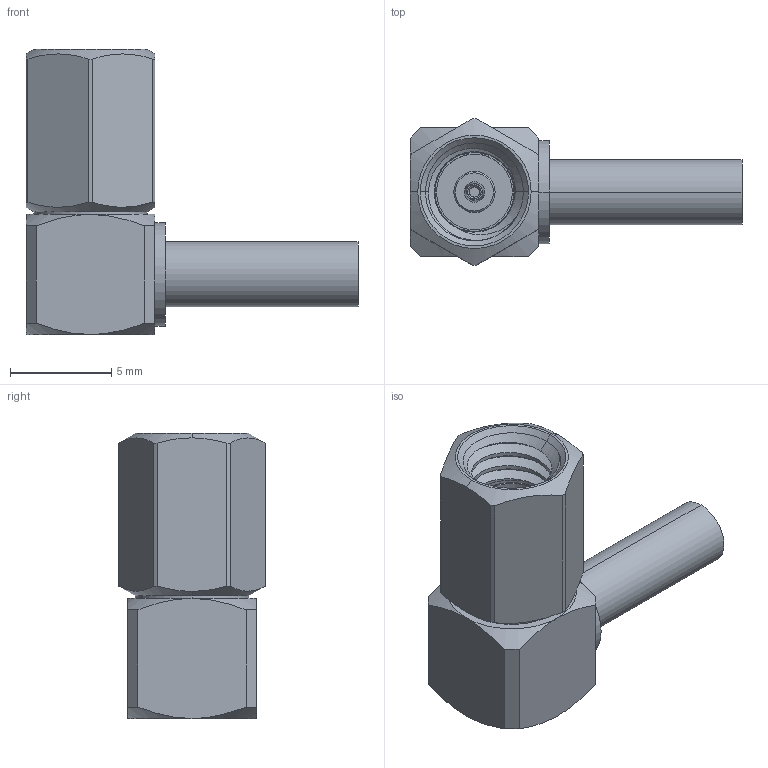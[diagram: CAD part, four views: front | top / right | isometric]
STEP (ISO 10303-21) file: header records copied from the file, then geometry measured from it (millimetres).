
FILE_DESCRIPTION (( 'STEP AP203' ), '1' );
FILE_NAME ('PE4160.step', '2018-09-05T15:26:26', ( '' ), ( '' ), 'SwSTEP 2.0', 'SolidWorks 2017', '' );
FILE_SCHEMA (( 'CONFIG_CONTROL_DESIGN' ));
Length unit declared in the file: inch
Products named in the file (1): PE4160
Bounding box: 16.36 x 7.22 x 14.05 mm (x, y, z)
Volume: 477.2 mm3; surface area: 842.9 mm2
Topology: 2 solids, 2 shells, 117 faces, 290 edges, 187 vertices
Faces by surface type: plane 49, cylinder 38, cone 24, bspline 6
Entity records: 5236 total; most frequent: CARTESIAN_POINT 2493, ORIENTED_EDGE 580, DIRECTION 526, EDGE_CURVE 290, AXIS2_PLACEMENT_3D 213, VERTEX_POINT 187, EDGE_LOOP 129, ADVANCED_FACE 117
